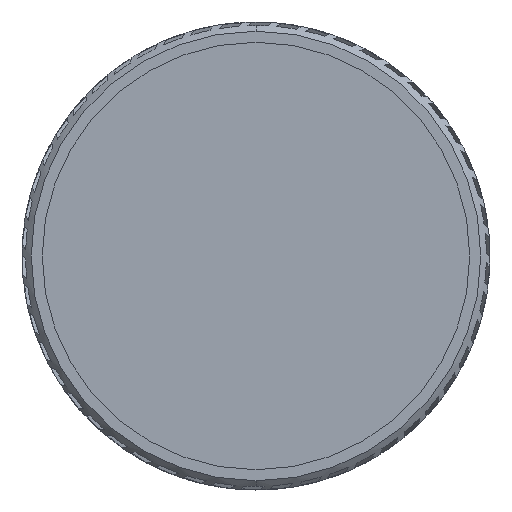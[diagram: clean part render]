
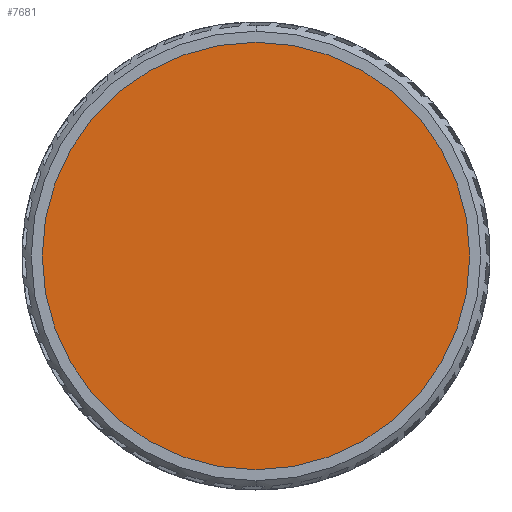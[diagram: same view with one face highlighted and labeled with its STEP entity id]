
A CAD part, front view. The second image highlights one B-rep face of the part: STEP entity #7681.
In plain terms, the highlighted planar face has unit normal (0, -1, 0).
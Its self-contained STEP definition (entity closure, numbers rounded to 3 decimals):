
#611 = EDGE_CURVE ( 'NONE', #4619, #1373, #2946, .T. ) ;
#845 = CARTESIAN_POINT ( 'NONE',  ( 11.7, -7.831, 0. ) ) ;
#874 = EDGE_CURVE ( 'NONE', #1373, #4619, #2010, .T. ) ;
#1194 = DIRECTION ( 'NONE',  ( 0., 0., 1. ) ) ;
#1241 = AXIS2_PLACEMENT_3D ( 'NONE', #4764, #1772, #1194 ) ;
#1373 = VERTEX_POINT ( 'NONE', #6514 ) ;
#1772 = DIRECTION ( 'NONE',  ( 0., 1., 0. ) ) ;
#2010 = CIRCLE ( 'NONE', #1241, 11.7 ) ;
#2028 = ORIENTED_EDGE ( 'NONE', *, *, #611, .F. ) ;
#2065 = CARTESIAN_POINT ( 'NONE',  ( 0., -7.831, 0. ) ) ;
#2120 = EDGE_LOOP ( 'NONE', ( #2028, #6768 ) ) ;
#2263 = AXIS2_PLACEMENT_3D ( 'NONE', #845, #5005, #7439 ) ;
#2651 = AXIS2_PLACEMENT_3D ( 'NONE', #2065, #2772, #3281 ) ;
#2772 = DIRECTION ( 'NONE',  ( 0., 1., 0. ) ) ;
#2946 = CIRCLE ( 'NONE', #2651, 11.7 ) ;
#3281 = DIRECTION ( 'NONE',  ( 0., 0., 1. ) ) ;
#3293 = PLANE ( 'NONE',  #2263 ) ;
#4413 = FACE_OUTER_BOUND ( 'NONE', #2120, .T. ) ;
#4421 = CARTESIAN_POINT ( 'NONE',  ( 0., -7.831, 11.7 ) ) ;
#4619 = VERTEX_POINT ( 'NONE', #4421 ) ;
#4764 = CARTESIAN_POINT ( 'NONE',  ( 0., -7.831, 0. ) ) ;
#5005 = DIRECTION ( 'NONE',  ( 0., 1., 0. ) ) ;
#6514 = CARTESIAN_POINT ( 'NONE',  ( 0., -7.831, -11.7 ) ) ;
#6768 = ORIENTED_EDGE ( 'NONE', *, *, #874, .F. ) ;
#7439 = DIRECTION ( 'NONE',  ( 0., 0., 1. ) ) ;
#7681 = ADVANCED_FACE ( 'NONE', ( #4413 ), #3293, .F. ) ;
